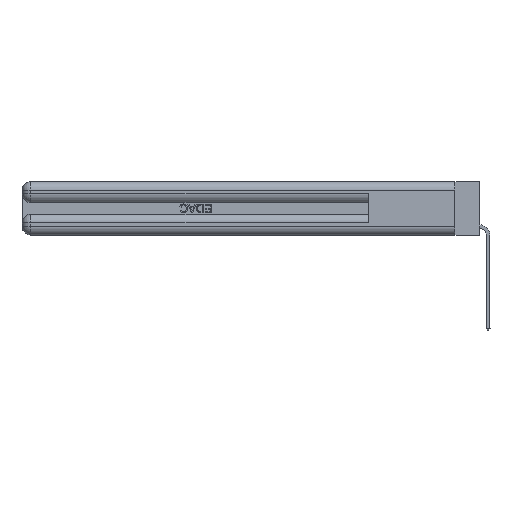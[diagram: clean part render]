
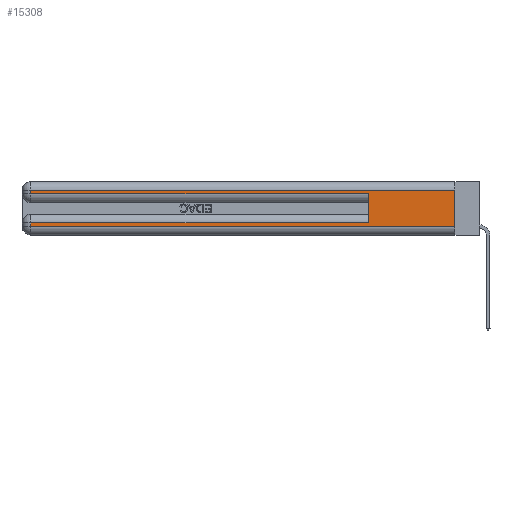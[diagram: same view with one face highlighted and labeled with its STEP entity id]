
A CAD part, left-side view. The second image highlights one B-rep face of the part: STEP entity #15308.
In plain terms, the highlighted planar face has unit normal (-1, 0, 0).
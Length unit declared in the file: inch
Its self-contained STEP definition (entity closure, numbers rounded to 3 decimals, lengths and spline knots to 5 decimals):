
#123 = DIRECTION ( 'NONE',  ( 0., 0., -1. ) ) ;
#648 = LINE ( 'NONE', #32275, #7362 ) ;
#849 = CARTESIAN_POINT ( 'NONE',  ( 0., 0., 0.285 ) ) ;
#1100 = ORIENTED_EDGE ( 'NONE', *, *, #17788, .T. ) ;
#2078 = DIRECTION ( 'NONE',  ( 0., 0., -1. ) ) ;
#2349 = CARTESIAN_POINT ( 'NONE',  ( 0., 0., 0.06 ) ) ;
#3823 = LINE ( 'NONE', #19794, #17001 ) ;
#3880 = DIRECTION ( 'NONE',  ( 0., 1., 0. ) ) ;
#4279 = VERTEX_POINT ( 'NONE', #12092 ) ;
#5511 = CARTESIAN_POINT ( 'NONE',  ( 0., 0., 0.37 ) ) ;
#5781 = VECTOR ( 'NONE', #3880, 39.37008 ) ;
#7362 = VECTOR ( 'NONE', #26528, 39.37008 ) ;
#7494 = VERTEX_POINT ( 'NONE', #20262 ) ;
#7592 = PLANE ( 'NONE',  #24359 ) ;
#7746 = DIRECTION ( 'NONE',  ( 0., -1., 0. ) ) ;
#8068 = VERTEX_POINT ( 'NONE', #29913 ) ;
#8751 = ORIENTED_EDGE ( 'NONE', *, *, #28759, .T. ) ;
#9046 = EDGE_LOOP ( 'NONE', ( #26338, #1100, #9555, #8751, #32496, #27757, #10448, #20851 ) ) ;
#9348 = VERTEX_POINT ( 'NONE', #16030 ) ;
#9555 = ORIENTED_EDGE ( 'NONE', *, *, #15856, .T. ) ;
#10448 = ORIENTED_EDGE ( 'NONE', *, *, #25267, .T. ) ;
#10530 = FACE_OUTER_BOUND ( 'NONE', #9046, .T. ) ;
#10721 = LINE ( 'NONE', #5511, #25054 ) ;
#11446 = DIRECTION ( 'NONE',  ( 0., -1., 0. ) ) ;
#11656 = VECTOR ( 'NONE', #31851, 39.37008 ) ;
#12092 = CARTESIAN_POINT ( 'NONE',  ( 0., 0., 0.31 ) ) ;
#13297 = VERTEX_POINT ( 'NONE', #16145 ) ;
#15308 = ADVANCED_FACE ( 'NONE', ( #10530 ), #7592, .F. ) ;
#15856 = EDGE_CURVE ( 'NONE', #22123, #32163, #22302, .T. ) ;
#16030 = CARTESIAN_POINT ( 'NONE',  ( 0., 0.6, 0.285 ) ) ;
#16138 = VERTEX_POINT ( 'NONE', #30025 ) ;
#16145 = CARTESIAN_POINT ( 'NONE',  ( 0., 0.6, 0.085 ) ) ;
#17001 = VECTOR ( 'NONE', #29871, 39.37008 ) ;
#17788 = EDGE_CURVE ( 'NONE', #4279, #22123, #648, .T. ) ;
#17830 = CARTESIAN_POINT ( 'NONE',  ( 0., 0., 0.37 ) ) ;
#18091 = EDGE_CURVE ( 'NONE', #7494, #16138, #33984, .T. ) ;
#18329 = VECTOR ( 'NONE', #11446, 39.37008 ) ;
#19505 = LINE ( 'NONE', #20020, #5781 ) ;
#19794 = CARTESIAN_POINT ( 'NONE',  ( 0., 0.6, 0.145 ) ) ;
#20020 = CARTESIAN_POINT ( 'NONE',  ( 0., 0., 0.085 ) ) ;
#20202 = EDGE_CURVE ( 'NONE', #13297, #8068, #19505, .T. ) ;
#20262 = CARTESIAN_POINT ( 'NONE',  ( 0., 2.94, 0.06 ) ) ;
#20851 = ORIENTED_EDGE ( 'NONE', *, *, #18091, .T. ) ;
#21020 = VECTOR ( 'NONE', #2078, 39.37008 ) ;
#21393 = EDGE_CURVE ( 'NONE', #13297, #9348, #3823, .T. ) ;
#22123 = VERTEX_POINT ( 'NONE', #23551 ) ;
#22302 = LINE ( 'NONE', #27325, #21020 ) ;
#23393 = DIRECTION ( 'NONE',  ( 0., 0., -1. ) ) ;
#23551 = CARTESIAN_POINT ( 'NONE',  ( 0., 2.94, 0.31 ) ) ;
#24359 = AXIS2_PLACEMENT_3D ( 'NONE', #17830, #33827, #23393 ) ;
#24373 = CARTESIAN_POINT ( 'NONE',  ( 0., 2.94, 0.37 ) ) ;
#25054 = VECTOR ( 'NONE', #123, 39.37008 ) ;
#25267 = EDGE_CURVE ( 'NONE', #8068, #7494, #26960, .T. ) ;
#26338 = ORIENTED_EDGE ( 'NONE', *, *, #29418, .F. ) ;
#26528 = DIRECTION ( 'NONE',  ( 0., 1., 0. ) ) ;
#26960 = LINE ( 'NONE', #24373, #11656 ) ;
#27325 = CARTESIAN_POINT ( 'NONE',  ( 0., 2.94, 0.37 ) ) ;
#27757 = ORIENTED_EDGE ( 'NONE', *, *, #20202, .T. ) ;
#28759 = EDGE_CURVE ( 'NONE', #32163, #9348, #30211, .T. ) ;
#29418 = EDGE_CURVE ( 'NONE', #4279, #16138, #10721, .T. ) ;
#29871 = DIRECTION ( 'NONE',  ( 0., 0., 1. ) ) ;
#29913 = CARTESIAN_POINT ( 'NONE',  ( 0., 2.94, 0.085 ) ) ;
#30025 = CARTESIAN_POINT ( 'NONE',  ( 0., 0., 0.06 ) ) ;
#30211 = LINE ( 'NONE', #849, #18329 ) ;
#31851 = DIRECTION ( 'NONE',  ( 0., 0., -1. ) ) ;
#32163 = VERTEX_POINT ( 'NONE', #33354 ) ;
#32257 = VECTOR ( 'NONE', #7746, 39.37008 ) ;
#32275 = CARTESIAN_POINT ( 'NONE',  ( 0., 0., 0.31 ) ) ;
#32496 = ORIENTED_EDGE ( 'NONE', *, *, #21393, .F. ) ;
#33354 = CARTESIAN_POINT ( 'NONE',  ( 0., 2.94, 0.285 ) ) ;
#33827 = DIRECTION ( 'NONE',  ( 1., 0., 0. ) ) ;
#33984 = LINE ( 'NONE', #2349, #32257 ) ;
